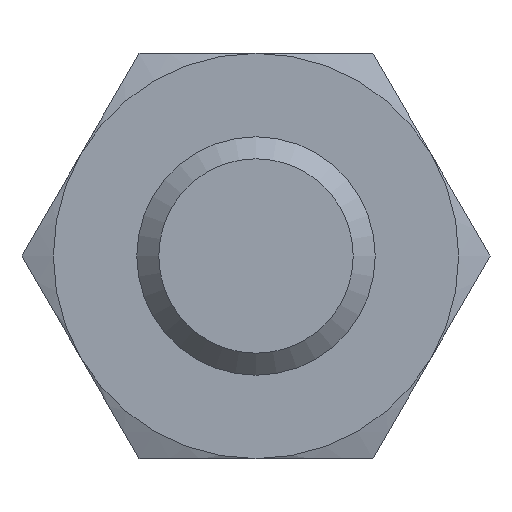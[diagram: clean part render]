
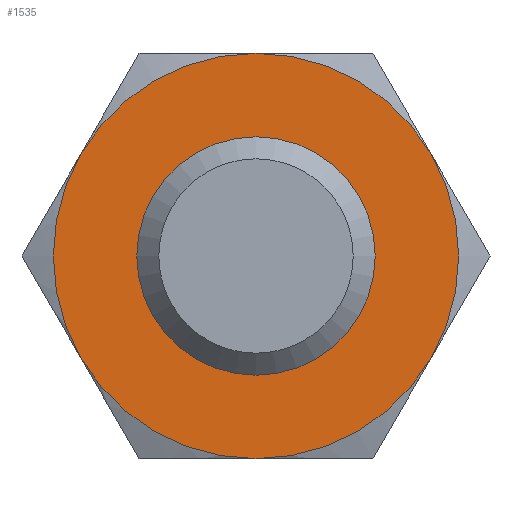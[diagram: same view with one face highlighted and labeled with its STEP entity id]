
A CAD part, front view. The second image highlights one B-rep face of the part: STEP entity #1535.
In plain terms, the highlighted planar face has unit normal (0, -1, 0).
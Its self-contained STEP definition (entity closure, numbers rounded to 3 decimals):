
#1535 = ADVANCED_FACE( '', ( #3781, #3782 ), #3783, .F. );
#3781 = FACE_BOUND( '', #6737, .T. );
#3782 = FACE_OUTER_BOUND( '', #6738, .T. );
#3783 = PLANE( '', #6739 );
#6737 = EDGE_LOOP( '', ( #10936 ) );
#6738 = EDGE_LOOP( '', ( #10937, #10938, #10939, #10940, #10941, #10942 ) );
#6739 = AXIS2_PLACEMENT_3D( '', #10943, #10944, #10945 );
#10936 = ORIENTED_EDGE( '', *, *, #17144, .F. );
#10937 = ORIENTED_EDGE( '', *, *, #17145, .T. );
#10938 = ORIENTED_EDGE( '', *, *, #17146, .T. );
#10939 = ORIENTED_EDGE( '', *, *, #16681, .T. );
#10940 = ORIENTED_EDGE( '', *, *, #17147, .T. );
#10941 = ORIENTED_EDGE( '', *, *, #17065, .T. );
#10942 = ORIENTED_EDGE( '', *, *, #17148, .T. );
#10943 = CARTESIAN_POINT( '', ( 8.5, 0., 0. ) );
#10944 = DIRECTION( '', ( 0., 1., 0. ) );
#10945 = DIRECTION( '', ( 0., 0., 1. ) );
#16681 = EDGE_CURVE( '', #19695, #19696, #19697, .T. );
#17065 = EDGE_CURVE( '', #20187, #19567, #20189, .T. );
#17144 = EDGE_CURVE( '', #20279, #20279, #20280, .T. );
#17145 = EDGE_CURVE( '', #19921, #20281, #20282, .T. );
#17146 = EDGE_CURVE( '', #20281, #19695, #20283, .T. );
#17147 = EDGE_CURVE( '', #19696, #20187, #20284, .T. );
#17148 = EDGE_CURVE( '', #19567, #19921, #20285, .T. );
#19567 = VERTEX_POINT( '', #23085 );
#19695 = VERTEX_POINT( '', #23302 );
#19696 = VERTEX_POINT( '', #23303 );
#19697 = CIRCLE( '', #23304, 8.5 );
#19921 = VERTEX_POINT( '', #23654 );
#20187 = VERTEX_POINT( '', #24085 );
#20189 = CIRCLE( '', #24092, 8.5 );
#20279 = VERTEX_POINT( '', #24234 );
#20280 = CIRCLE( '', #24235, 3.85 );
#20281 = VERTEX_POINT( '', #24236 );
#20282 = CIRCLE( '', #24237, 8.5 );
#20283 = CIRCLE( '', #24238, 8.5 );
#20284 = CIRCLE( '', #24239, 8.5 );
#20285 = CIRCLE( '', #24240, 8.5 );
#23085 = CARTESIAN_POINT( '', ( -7.361, 0., -4.25 ) );
#23302 = CARTESIAN_POINT( '', ( 7.361, 0., 4.25 ) );
#23303 = CARTESIAN_POINT( '', ( 0., 0., 8.5 ) );
#23304 = AXIS2_PLACEMENT_3D( '', #27439, #27440, #27441 );
#23654 = CARTESIAN_POINT( '', ( 0., 0., -8.5 ) );
#24085 = CARTESIAN_POINT( '', ( -7.361, 0., 4.25 ) );
#24092 = AXIS2_PLACEMENT_3D( '', #27708, #27709, #27710 );
#24234 = CARTESIAN_POINT( '', ( 0., 0., -3.85 ) );
#24235 = AXIS2_PLACEMENT_3D( '', #27766, #27767, #27768 );
#24236 = CARTESIAN_POINT( '', ( 7.361, 0., -4.25 ) );
#24237 = AXIS2_PLACEMENT_3D( '', #27769, #27770, #27771 );
#24238 = AXIS2_PLACEMENT_3D( '', #27772, #27773, #27774 );
#24239 = AXIS2_PLACEMENT_3D( '', #27775, #27776, #27777 );
#24240 = AXIS2_PLACEMENT_3D( '', #27778, #27779, #27780 );
#27439 = CARTESIAN_POINT( '', ( 0., 0., 0. ) );
#27440 = DIRECTION( '', ( 0., -1., 0. ) );
#27441 = DIRECTION( '', ( 0., 0., -1. ) );
#27708 = CARTESIAN_POINT( '', ( 0., 0., 0. ) );
#27709 = DIRECTION( '', ( 0., -1., 0. ) );
#27710 = DIRECTION( '', ( 0., 0., -1. ) );
#27766 = CARTESIAN_POINT( '', ( 0., 0., 0. ) );
#27767 = DIRECTION( '', ( 0., -1., 0. ) );
#27768 = DIRECTION( '', ( 0., 0., -1. ) );
#27769 = CARTESIAN_POINT( '', ( 0., 0., 0. ) );
#27770 = DIRECTION( '', ( 0., -1., 0. ) );
#27771 = DIRECTION( '', ( 0., 0., -1. ) );
#27772 = CARTESIAN_POINT( '', ( 0., 0., 0. ) );
#27773 = DIRECTION( '', ( 0., -1., 0. ) );
#27774 = DIRECTION( '', ( 0., 0., -1. ) );
#27775 = CARTESIAN_POINT( '', ( 0., 0., 0. ) );
#27776 = DIRECTION( '', ( 0., -1., 0. ) );
#27777 = DIRECTION( '', ( 0., 0., -1. ) );
#27778 = CARTESIAN_POINT( '', ( 0., 0., 0. ) );
#27779 = DIRECTION( '', ( 0., -1., 0. ) );
#27780 = DIRECTION( '', ( 0., 0., -1. ) );
